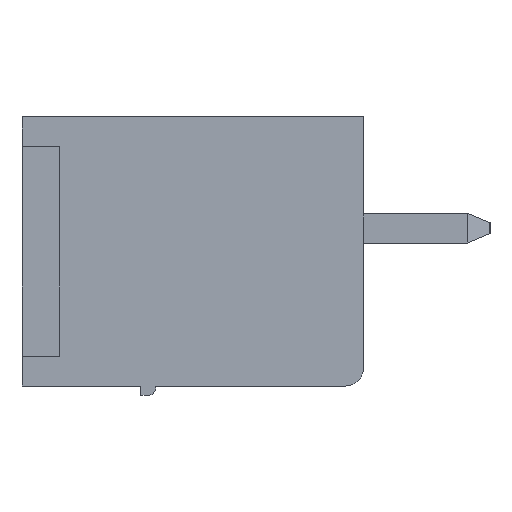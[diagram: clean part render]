
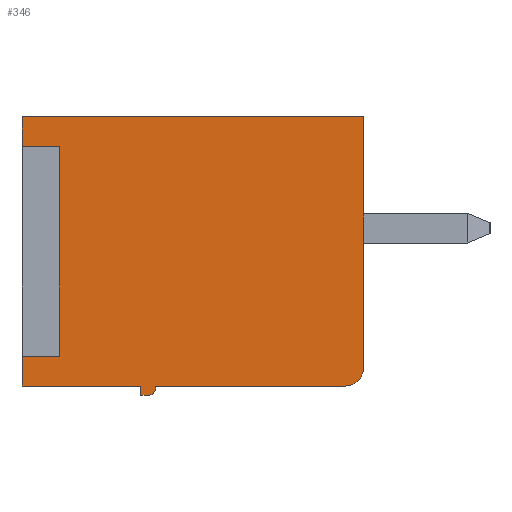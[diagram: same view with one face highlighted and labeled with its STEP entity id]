
A CAD part, left-side view. The second image highlights one B-rep face of the part: STEP entity #346.
In plain terms, the highlighted planar face has unit normal (-1, 0, 0).
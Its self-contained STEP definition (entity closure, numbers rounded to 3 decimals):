
#52 = AXIS2_PLACEMENT_3D ( 'NONE', #9333, #1256, #8544 ) ;
#80 = ORIENTED_EDGE ( 'NONE', *, *, #2565, .F. ) ;
#181 = DIRECTION ( 'NONE',  ( 0., 0., 1. ) ) ;
#315 = ORIENTED_EDGE ( 'NONE', *, *, #3103, .F. ) ;
#333 = ORIENTED_EDGE ( 'NONE', *, *, #7368, .F. ) ;
#346 = ADVANCED_FACE ( 'NONE', ( #7712 ), #530, .T. ) ;
#452 = VECTOR ( 'NONE', #4964, 1000. ) ;
#530 = PLANE ( 'NONE',  #2961 ) ;
#771 = CARTESIAN_POINT ( 'NONE',  ( -15.785, 0.5, -3.625 ) ) ;
#800 = LINE ( 'NONE', #2480, #8631 ) ;
#968 = CARTESIAN_POINT ( 'NONE',  ( -15.785, 8.2, -2.825 ) ) ;
#1080 = DIRECTION ( 'NONE',  ( 0., 0., 1. ) ) ;
#1256 = DIRECTION ( 'NONE',  ( 1., 0., 0. ) ) ;
#1384 = EDGE_LOOP ( 'NONE', ( #6624, #7744, #7402, #333, #5994, #5025, #7731, #80, #11552, #5501, #11391, #13417, #315, #10077 ) ) ;
#1466 = CARTESIAN_POINT ( 'NONE',  ( -15.785, 5.6, -3.675 ) ) ;
#1871 = CIRCLE ( 'NONE', #52, 0.5 ) ;
#1979 = CARTESIAN_POINT ( 'NONE',  ( -15.785, 5.6, -3.625 ) ) ;
#2141 = EDGE_CURVE ( 'NONE', #6020, #13584, #11241, .T. ) ;
#2189 = CIRCLE ( 'NONE', #9404, 0.2 ) ;
#2307 = LINE ( 'NONE', #12530, #8487 ) ;
#2363 = VERTEX_POINT ( 'NONE', #4165 ) ;
#2480 = CARTESIAN_POINT ( 'NONE',  ( -15.785, 9.2, -2.825 ) ) ;
#2565 = EDGE_CURVE ( 'NONE', #2363, #12712, #12718, .T. ) ;
#2685 = CARTESIAN_POINT ( 'NONE',  ( -15.785, 6., -3.625 ) ) ;
#2697 = CARTESIAN_POINT ( 'NONE',  ( -15.785, 9.2, 2.825 ) ) ;
#2923 = CARTESIAN_POINT ( 'NONE',  ( -15.785, 0.5, -3.625 ) ) ;
#2961 = AXIS2_PLACEMENT_3D ( 'NONE', #6843, #10016, #9934 ) ;
#3081 = EDGE_CURVE ( 'NONE', #9661, #7926, #2189, .T. ) ;
#3103 = EDGE_CURVE ( 'NONE', #4897, #11105, #1871, .T. ) ;
#3149 = VECTOR ( 'NONE', #6958, 1000. ) ;
#3409 = CARTESIAN_POINT ( 'NONE',  ( -15.785, 9.2, 3.625 ) ) ;
#3583 = VERTEX_POINT ( 'NONE', #4056 ) ;
#3674 = VECTOR ( 'NONE', #11055, 1000. ) ;
#3732 = VERTEX_POINT ( 'NONE', #3409 ) ;
#3844 = VERTEX_POINT ( 'NONE', #4551 ) ;
#4012 = VERTEX_POINT ( 'NONE', #968 ) ;
#4056 = CARTESIAN_POINT ( 'NONE',  ( -15.785, 9.2, 2.825 ) ) ;
#4075 = DIRECTION ( 'NONE',  ( 0., 1., 0. ) ) ;
#4109 = CARTESIAN_POINT ( 'NONE',  ( -15.785, 5.8, -3.675 ) ) ;
#4165 = CARTESIAN_POINT ( 'NONE',  ( -15.785, 6., -3.875 ) ) ;
#4307 = CARTESIAN_POINT ( 'NONE',  ( -15.785, 0., 3.625 ) ) ;
#4422 = CARTESIAN_POINT ( 'NONE',  ( -15.785, 9.2, 3.625 ) ) ;
#4551 = CARTESIAN_POINT ( 'NONE',  ( -15.785, 8.2, 2.825 ) ) ;
#4589 = VECTOR ( 'NONE', #9758, 1000. ) ;
#4750 = VECTOR ( 'NONE', #4075, 1000. ) ;
#4771 = EDGE_CURVE ( 'NONE', #11105, #6589, #11809, .T. ) ;
#4897 = VERTEX_POINT ( 'NONE', #9570 ) ;
#4954 = EDGE_CURVE ( 'NONE', #3732, #13528, #10463, .T. ) ;
#4964 = DIRECTION ( 'NONE',  ( 0., 1., 0. ) ) ;
#5025 = ORIENTED_EDGE ( 'NONE', *, *, #2141, .F. ) ;
#5127 = DIRECTION ( 'NONE',  ( 0., 1., 0. ) ) ;
#5131 = VECTOR ( 'NONE', #181, 1000. ) ;
#5246 = EDGE_CURVE ( 'NONE', #13584, #4012, #800, .T. ) ;
#5501 = ORIENTED_EDGE ( 'NONE', *, *, #3081, .F. ) ;
#5544 = DIRECTION ( 'NONE',  ( 0., 0., 1. ) ) ;
#5651 = VECTOR ( 'NONE', #5544, 1000. ) ;
#5926 = CARTESIAN_POINT ( 'NONE',  ( -15.785, 0., 3.625 ) ) ;
#5994 = ORIENTED_EDGE ( 'NONE', *, *, #5246, .F. ) ;
#6020 = VERTEX_POINT ( 'NONE', #8206 ) ;
#6233 = CARTESIAN_POINT ( 'NONE',  ( -15.785, 8.2, 2.825 ) ) ;
#6377 = CARTESIAN_POINT ( 'NONE',  ( -15.785, 6., -3.875 ) ) ;
#6422 = LINE ( 'NONE', #8919, #3674 ) ;
#6519 = VECTOR ( 'NONE', #1080, 1000. ) ;
#6545 = CARTESIAN_POINT ( 'NONE',  ( -15.785, 5.8, -3.875 ) ) ;
#6589 = VERTEX_POINT ( 'NONE', #1979 ) ;
#6624 = ORIENTED_EDGE ( 'NONE', *, *, #4954, .F. ) ;
#6843 = CARTESIAN_POINT ( 'NONE',  ( -15.785, 0.5, -3.125 ) ) ;
#6958 = DIRECTION ( 'NONE',  ( 0., 0., -1. ) ) ;
#7050 = EDGE_CURVE ( 'NONE', #3583, #3732, #10291, .T. ) ;
#7197 = VECTOR ( 'NONE', #8745, 1000. ) ;
#7368 = EDGE_CURVE ( 'NONE', #4012, #3844, #9314, .T. ) ;
#7402 = ORIENTED_EDGE ( 'NONE', *, *, #12631, .F. ) ;
#7712 = FACE_OUTER_BOUND ( 'NONE', #1384, .T. ) ;
#7731 = ORIENTED_EDGE ( 'NONE', *, *, #8190, .F. ) ;
#7744 = ORIENTED_EDGE ( 'NONE', *, *, #7050, .F. ) ;
#7926 = VERTEX_POINT ( 'NONE', #6545 ) ;
#8011 = DIRECTION ( 'NONE',  ( 0., 0., 1. ) ) ;
#8190 = EDGE_CURVE ( 'NONE', #12712, #6020, #10433, .T. ) ;
#8206 = CARTESIAN_POINT ( 'NONE',  ( -15.785, 9.2, -3.625 ) ) ;
#8353 = DIRECTION ( 'NONE',  ( 1., 0., 0. ) ) ;
#8487 = VECTOR ( 'NONE', #5127, 1000. ) ;
#8544 = DIRECTION ( 'NONE',  ( 0., 0., -1. ) ) ;
#8631 = VECTOR ( 'NONE', #9682, 1000. ) ;
#8745 = DIRECTION ( 'NONE',  ( 0., 1., 0. ) ) ;
#8919 = CARTESIAN_POINT ( 'NONE',  ( -15.785, 5.6, -3.675 ) ) ;
#9113 = CARTESIAN_POINT ( 'NONE',  ( -15.785, 0.5, -3.625 ) ) ;
#9314 = LINE ( 'NONE', #6233, #6519 ) ;
#9333 = CARTESIAN_POINT ( 'NONE',  ( -15.785, 0.5, -3.125 ) ) ;
#9404 = AXIS2_PLACEMENT_3D ( 'NONE', #4109, #8353, #11480 ) ;
#9516 = CARTESIAN_POINT ( 'NONE',  ( -15.785, 9.2, -2.825 ) ) ;
#9570 = CARTESIAN_POINT ( 'NONE',  ( -15.785, 0., -3.125 ) ) ;
#9661 = VERTEX_POINT ( 'NONE', #1466 ) ;
#9682 = DIRECTION ( 'NONE',  ( 0., -1., 0. ) ) ;
#9758 = DIRECTION ( 'NONE',  ( 0., -1., 0. ) ) ;
#9934 = DIRECTION ( 'NONE',  ( 0., 0., -1. ) ) ;
#10003 = LINE ( 'NONE', #5926, #3149 ) ;
#10016 = DIRECTION ( 'NONE',  ( -1., 0., 0. ) ) ;
#10077 = ORIENTED_EDGE ( 'NONE', *, *, #12236, .F. ) ;
#10291 = LINE ( 'NONE', #2697, #12794 ) ;
#10433 = LINE ( 'NONE', #771, #452 ) ;
#10463 = LINE ( 'NONE', #4422, #4589 ) ;
#10829 = CARTESIAN_POINT ( 'NONE',  ( -15.785, 9.2, 2.825 ) ) ;
#11055 = DIRECTION ( 'NONE',  ( 0., 0., -1. ) ) ;
#11105 = VERTEX_POINT ( 'NONE', #9113 ) ;
#11241 = LINE ( 'NONE', #13598, #5651 ) ;
#11391 = ORIENTED_EDGE ( 'NONE', *, *, #11572, .F. ) ;
#11480 = DIRECTION ( 'NONE',  ( 0., 0., 1. ) ) ;
#11552 = ORIENTED_EDGE ( 'NONE', *, *, #13036, .F. ) ;
#11572 = EDGE_CURVE ( 'NONE', #6589, #9661, #6422, .T. ) ;
#11809 = LINE ( 'NONE', #2923, #4750 ) ;
#12236 = EDGE_CURVE ( 'NONE', #13528, #4897, #10003, .T. ) ;
#12530 = CARTESIAN_POINT ( 'NONE',  ( -15.785, 6., -3.875 ) ) ;
#12631 = EDGE_CURVE ( 'NONE', #3844, #3583, #13315, .T. ) ;
#12712 = VERTEX_POINT ( 'NONE', #2685 ) ;
#12718 = LINE ( 'NONE', #6377, #5131 ) ;
#12794 = VECTOR ( 'NONE', #8011, 1000. ) ;
#13036 = EDGE_CURVE ( 'NONE', #7926, #2363, #2307, .T. ) ;
#13315 = LINE ( 'NONE', #10829, #7197 ) ;
#13417 = ORIENTED_EDGE ( 'NONE', *, *, #4771, .F. ) ;
#13528 = VERTEX_POINT ( 'NONE', #4307 ) ;
#13584 = VERTEX_POINT ( 'NONE', #9516 ) ;
#13598 = CARTESIAN_POINT ( 'NONE',  ( -15.785, 9.2, -3.625 ) ) ;
